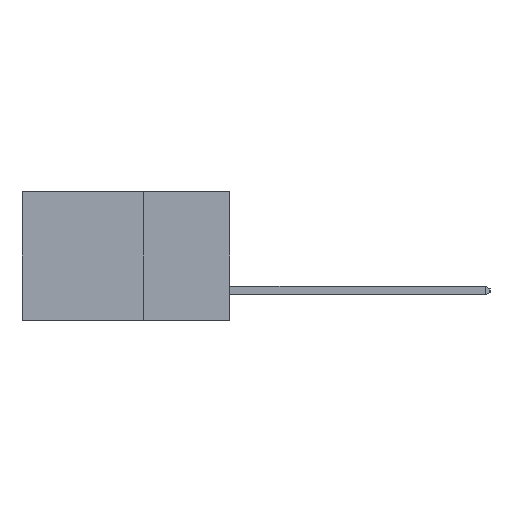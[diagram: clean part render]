
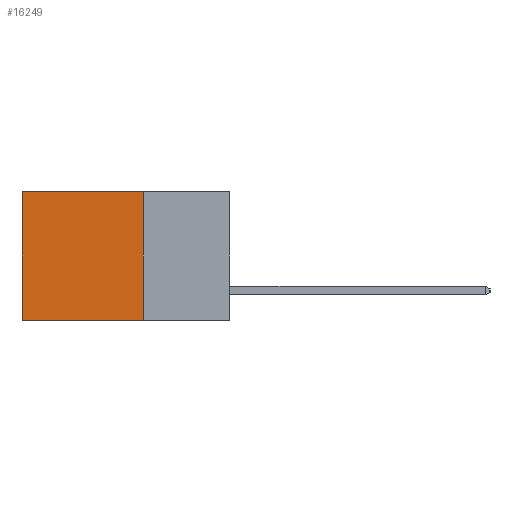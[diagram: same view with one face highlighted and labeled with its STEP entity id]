
A CAD part, left-side view. The second image highlights one B-rep face of the part: STEP entity #16249.
In plain terms, the highlighted planar face has unit normal (-1, 0, 0).
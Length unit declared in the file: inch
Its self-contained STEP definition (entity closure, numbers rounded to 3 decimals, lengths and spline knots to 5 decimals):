
#338 = EDGE_CURVE ( 'NONE', #11029, #19938, #6045, .T. ) ;
#526 = LINE ( 'NONE', #12409, #994 ) ;
#994 = VECTOR ( 'NONE', #3184, 39.37008 ) ;
#1011 = ORIENTED_EDGE ( 'NONE', *, *, #16440, .T. ) ;
#1154 = DIRECTION ( 'NONE',  ( 0., 0., -1. ) ) ;
#1489 = CARTESIAN_POINT ( 'NONE',  ( 0.298, 0.25, 0. ) ) ;
#2038 = CARTESIAN_POINT ( 'NONE',  ( 0.298, 0.25, -0.37 ) ) ;
#2977 = EDGE_CURVE ( 'NONE', #18779, #19938, #14052, .T. ) ;
#3184 = DIRECTION ( 'NONE',  ( 0., 0., -1. ) ) ;
#5264 = ORIENTED_EDGE ( 'NONE', *, *, #338, .F. ) ;
#5892 = VERTEX_POINT ( 'NONE', #7945 ) ;
#6045 = LINE ( 'NONE', #9211, #17415 ) ;
#7287 = PLANE ( 'NONE',  #10907 ) ;
#7291 = EDGE_LOOP ( 'NONE', ( #10365, #5264, #13849, #1011 ) ) ;
#7831 = VECTOR ( 'NONE', #17023, 39.37008 ) ;
#7945 = CARTESIAN_POINT ( 'NONE',  ( 0.298, 0.25, 0. ) ) ;
#8864 = CARTESIAN_POINT ( 'NONE',  ( 0.298, 0.25, 0. ) ) ;
#9211 = CARTESIAN_POINT ( 'NONE',  ( 0.298, 0.25, -0.37 ) ) ;
#9945 = VECTOR ( 'NONE', #10481, 39.37008 ) ;
#10365 = ORIENTED_EDGE ( 'NONE', *, *, #2977, .T. ) ;
#10387 = DIRECTION ( 'NONE',  ( 1., 0., 0. ) ) ;
#10481 = DIRECTION ( 'NONE',  ( 0., 0., -1. ) ) ;
#10907 = AXIS2_PLACEMENT_3D ( 'NONE', #8864, #10387, #1154 ) ;
#11016 = DIRECTION ( 'NONE',  ( 0., 1., 0. ) ) ;
#11029 = VERTEX_POINT ( 'NONE', #2038 ) ;
#11230 = CARTESIAN_POINT ( 'NONE',  ( 0.298, 0.6, 0. ) ) ;
#11906 = LINE ( 'NONE', #1489, #7831 ) ;
#12409 = CARTESIAN_POINT ( 'NONE',  ( 0.298, 0.25, 0. ) ) ;
#13849 = ORIENTED_EDGE ( 'NONE', *, *, #18069, .F. ) ;
#14052 = LINE ( 'NONE', #11230, #9945 ) ;
#14166 = CARTESIAN_POINT ( 'NONE',  ( 0.298, 0.6, 0. ) ) ;
#15690 = CARTESIAN_POINT ( 'NONE',  ( 0.298, 0.6, -0.37 ) ) ;
#16249 = ADVANCED_FACE ( 'NONE', ( #19416 ), #7287, .F. ) ;
#16440 = EDGE_CURVE ( 'NONE', #5892, #18779, #11906, .T. ) ;
#17023 = DIRECTION ( 'NONE',  ( 0., 1., 0. ) ) ;
#17415 = VECTOR ( 'NONE', #11016, 39.37008 ) ;
#18069 = EDGE_CURVE ( 'NONE', #5892, #11029, #526, .T. ) ;
#18779 = VERTEX_POINT ( 'NONE', #14166 ) ;
#19416 = FACE_OUTER_BOUND ( 'NONE', #7291, .T. ) ;
#19938 = VERTEX_POINT ( 'NONE', #15690 ) ;
